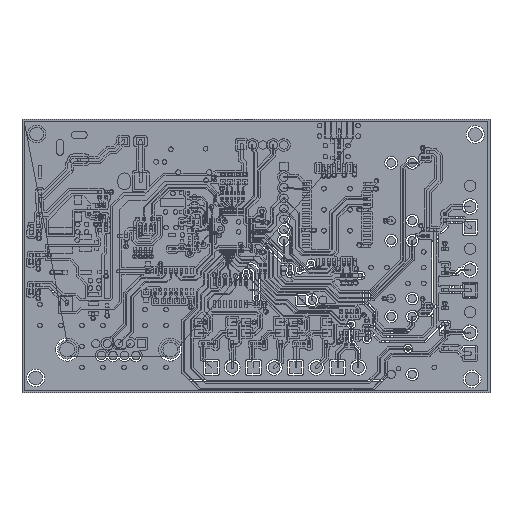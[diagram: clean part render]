
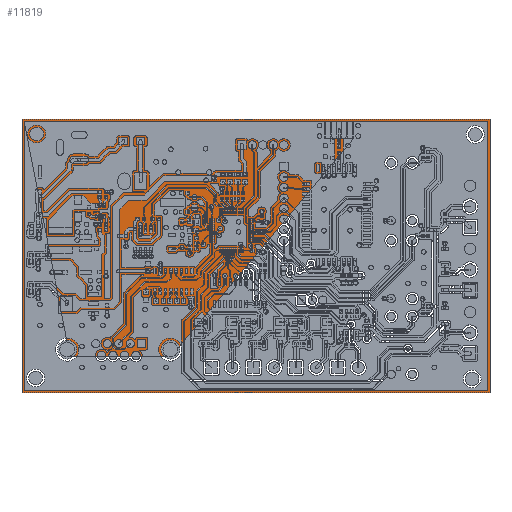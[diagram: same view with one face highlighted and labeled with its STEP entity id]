
A CAD part, top view. The second image highlights one B-rep face of the part: STEP entity #11819.
In plain terms, the highlighted planar face has unit normal (0, 0, 1).
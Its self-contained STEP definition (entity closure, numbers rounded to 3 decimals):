
#3066=CIRCLE($,#7799,0.648);
#3067=CIRCLE($,#7800,0.648);
#3070=CIRCLE($,#7805,0.597);
#3071=CIRCLE($,#7806,0.597);
#3074=CIRCLE($,#7811,1.778);
#3075=CIRCLE($,#7812,1.778);
#3078=CIRCLE($,#7817,1.778);
#3079=CIRCLE($,#7818,1.778);
#6955=FACE_OUTER_BOUND($,#7370,.F.);
#6961=FACE_OUTER_BOUND($,#7376,.T.);
#6967=FACE_OUTER_BOUND($,#7382,.T.);
#6973=FACE_OUTER_BOUND($,#7388,.T.);
#6977=FACE_OUTER_BOUND($,#7392,.T.);
#6981=FACE_OUTER_BOUND($,#7396,.T.);
#6985=FACE_OUTER_BOUND($,#7400,.T.);
#7370=EDGE_LOOP($,(#12171,#12172,#12173,#12174));
#7376=EDGE_LOOP($,(#12195,#12196,#12197,#12198));
#7382=EDGE_LOOP($,(#12219,#12220,#12221,#12222));
#7388=EDGE_LOOP($,(#12243,#12244));
#7392=EDGE_LOOP($,(#12255,#12256));
#7396=EDGE_LOOP($,(#12267,#12268));
#7400=EDGE_LOOP($,(#12279,#12280));
#7785=AXIS2_PLACEMENT_3D($,#38585,#34157,$);
#7799=AXIS2_PLACEMENT_3D($,#38617,#34157,$);
#7800=AXIS2_PLACEMENT_3D($,#38618,#34157,$);
#7805=AXIS2_PLACEMENT_3D($,#38629,#34157,$);
#7806=AXIS2_PLACEMENT_3D($,#38630,#34157,$);
#7811=AXIS2_PLACEMENT_3D($,#38641,#34157,$);
#7812=AXIS2_PLACEMENT_3D($,#38642,#34157,$);
#7817=AXIS2_PLACEMENT_3D($,#38653,#34157,$);
#7818=AXIS2_PLACEMENT_3D($,#38654,#34157,$);
#11475=PLANE($,#7785);
#11819=ADVANCED_FACE($,(#6955,#6961,#6967,#6973,#6977,#6981,#6985),#11475,
 .T.);
#12171=ORIENTED_EDGE($,*,*,#16989,.T.);
#12172=ORIENTED_EDGE($,*,*,#16990,.T.);
#12173=ORIENTED_EDGE($,*,*,#16991,.T.);
#12174=ORIENTED_EDGE($,*,*,#16992,.T.);
#12195=ORIENTED_EDGE($,*,*,#17002,.T.);
#12196=ORIENTED_EDGE($,*,*,#17003,.T.);
#12197=ORIENTED_EDGE($,*,*,#17004,.T.);
#12198=ORIENTED_EDGE($,*,*,#17005,.T.);
#12219=ORIENTED_EDGE($,*,*,#17015,.T.);
#12220=ORIENTED_EDGE($,*,*,#17016,.T.);
#12221=ORIENTED_EDGE($,*,*,#17017,.T.);
#12222=ORIENTED_EDGE($,*,*,#17018,.T.);
#12243=ORIENTED_EDGE($,*,*,#17028,.T.);
#12244=ORIENTED_EDGE($,*,*,#17029,.T.);
#12255=ORIENTED_EDGE($,*,*,#17035,.T.);
#12256=ORIENTED_EDGE($,*,*,#17036,.T.);
#12267=ORIENTED_EDGE($,*,*,#17042,.T.);
#12268=ORIENTED_EDGE($,*,*,#17043,.T.);
#12279=ORIENTED_EDGE($,*,*,#17049,.T.);
#12280=ORIENTED_EDGE($,*,*,#17050,.T.);
#16989=EDGE_CURVE($,#27656,#27657,#24705,.T.);
#16990=EDGE_CURVE($,#27657,#27658,#24706,.T.);
#16991=EDGE_CURVE($,#27658,#27659,#24707,.T.);
#16992=EDGE_CURVE($,#27659,#27656,#24708,.T.);
#17002=EDGE_CURVE($,#27666,#27667,#24718,.T.);
#17003=EDGE_CURVE($,#27667,#27668,#24719,.T.);
#17004=EDGE_CURVE($,#27668,#27669,#24720,.T.);
#17005=EDGE_CURVE($,#27669,#27666,#24721,.T.);
#17015=EDGE_CURVE($,#27676,#27677,#24731,.T.);
#17016=EDGE_CURVE($,#27677,#27678,#24732,.T.);
#17017=EDGE_CURVE($,#27678,#27679,#24733,.T.);
#17018=EDGE_CURVE($,#27679,#27676,#24734,.T.);
#17028=EDGE_CURVE($,#27686,#27687,#3066,.F.);
#17029=EDGE_CURVE($,#27687,#27686,#3067,.F.);
#17035=EDGE_CURVE($,#27692,#27693,#3070,.F.);
#17036=EDGE_CURVE($,#27693,#27692,#3071,.F.);
#17042=EDGE_CURVE($,#27698,#27699,#3074,.F.);
#17043=EDGE_CURVE($,#27699,#27698,#3075,.F.);
#17049=EDGE_CURVE($,#27704,#27705,#3078,.F.);
#17050=EDGE_CURVE($,#27705,#27704,#3079,.F.);
#21754=VECTOR($,#34160,66.04);
#21755=VECTOR($,#34161,113.03);
#21756=VECTOR($,#34162,66.04);
#21757=VECTOR($,#34163,113.03);
#21767=VECTOR($,#34177,65.024);
#21768=VECTOR($,#34178,112.014);
#21769=VECTOR($,#34179,65.024);
#21770=VECTOR($,#34180,112.014);
#21780=VECTOR($,#34194,4.);
#21781=VECTOR($,#34195,7.);
#21782=VECTOR($,#34196,4.);
#21783=VECTOR($,#34197,7.);
#24705=LINE($,#38584,#21754);
#24706=LINE($,#38585,#21755);
#24707=LINE($,#38586,#21756);
#24708=LINE($,#38587,#21757);
#24718=LINE($,#38594,#21767);
#24719=LINE($,#38595,#21768);
#24720=LINE($,#38596,#21769);
#24721=LINE($,#38597,#21770);
#24731=LINE($,#38604,#21780);
#24732=LINE($,#38605,#21781);
#24733=LINE($,#38606,#21782);
#24734=LINE($,#38607,#21783);
#27656=VERTEX_POINT($,#38584);
#27657=VERTEX_POINT($,#38585);
#27658=VERTEX_POINT($,#38586);
#27659=VERTEX_POINT($,#38587);
#27666=VERTEX_POINT($,#38594);
#27667=VERTEX_POINT($,#38595);
#27668=VERTEX_POINT($,#38596);
#27669=VERTEX_POINT($,#38597);
#27676=VERTEX_POINT($,#38604);
#27677=VERTEX_POINT($,#38605);
#27678=VERTEX_POINT($,#38606);
#27679=VERTEX_POINT($,#38607);
#27686=VERTEX_POINT($,#38614);
#27687=VERTEX_POINT($,#38615);
#27692=VERTEX_POINT($,#38626);
#27693=VERTEX_POINT($,#38627);
#27698=VERTEX_POINT($,#38638);
#27699=VERTEX_POINT($,#38639);
#27704=VERTEX_POINT($,#38650);
#27705=VERTEX_POINT($,#38651);
#34157=DIRECTION($,(0.,0.,1.));
#34160=DIRECTION($,(0.,-1.,0.));
#34161=DIRECTION($,(-1.,0.,0.));
#34162=DIRECTION($,(0.,1.,0.));
#34163=DIRECTION($,(1.,0.,0.));
#34177=DIRECTION($,(0.,1.,0.));
#34178=DIRECTION($,(1.,0.,0.));
#34179=DIRECTION($,(0.,-1.,0.));
#34180=DIRECTION($,(-1.,0.,0.));
#34194=DIRECTION($,(0.,1.,0.));
#34195=DIRECTION($,(1.,0.,0.));
#34196=DIRECTION($,(0.,-1.,0.));
#34197=DIRECTION($,(-1.,0.,0.));
#38584=CARTESIAN_POINT('',(113.03,66.04,0.));
#38585=CARTESIAN_POINT('',(113.03,0.,0.));
#38586=CARTESIAN_POINT('',(0.,0.,0.));
#38587=CARTESIAN_POINT('',(0.,66.04,0.));
#38594=CARTESIAN_POINT('',(0.508,0.508,0.));
#38595=CARTESIAN_POINT('',(0.508,65.532,0.));
#38596=CARTESIAN_POINT('',(112.522,65.532,0.));
#38597=CARTESIAN_POINT('',(112.522,0.508,0.));
#38604=CARTESIAN_POINT('',(73.081,61.5,0.));
#38605=CARTESIAN_POINT('',(73.081,65.5,0.));
#38606=CARTESIAN_POINT('',(80.081,65.5,0.));
#38607=CARTESIAN_POINT('',(80.081,61.5,0.));
#38614=CARTESIAN_POINT('',(45.865,53.213,0.));
#38615=CARTESIAN_POINT('',(44.569,53.213,0.));
#38617=CARTESIAN_POINT('',(45.217,53.213,0.));
#38618=CARTESIAN_POINT('',(45.217,53.213,0.));
#38626=CARTESIAN_POINT('',(38.314,53.213,0.));
#38627=CARTESIAN_POINT('',(37.12,53.213,0.));
#38629=CARTESIAN_POINT('',(37.717,53.213,0.));
#38630=CARTESIAN_POINT('',(37.717,53.213,0.));
#38638=CARTESIAN_POINT('',(37.605,10.414,0.));
#38639=CARTESIAN_POINT('',(34.049,10.414,0.));
#38641=CARTESIAN_POINT('',(35.827,10.414,0.));
#38642=CARTESIAN_POINT('',(35.827,10.414,0.));
#38650=CARTESIAN_POINT('',(12.687,10.414,0.));
#38651=CARTESIAN_POINT('',(9.131,10.414,0.));
#38653=CARTESIAN_POINT('',(10.909,10.414,0.));
#38654=CARTESIAN_POINT('',(10.909,10.414,0.));
